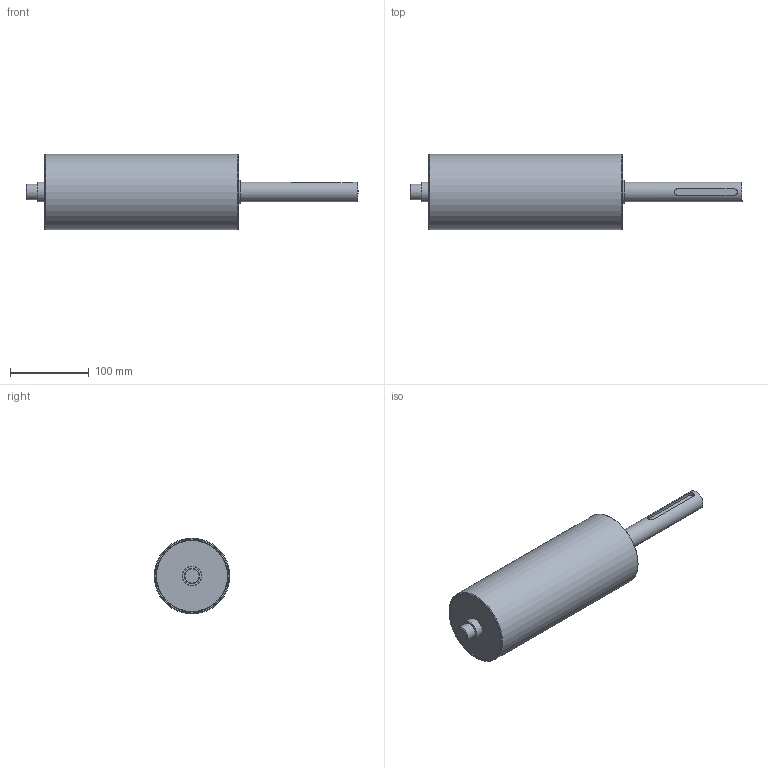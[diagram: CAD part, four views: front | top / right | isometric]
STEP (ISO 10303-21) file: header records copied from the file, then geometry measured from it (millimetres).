
FILE_DESCRIPTION(/* description */ (''),/* implementation_level */ '2;1');
FILE_NAME(/* name */ '909096.49.stp',/* time_stamp */ '2014-01-14T16:50:52+01:00',/* author */ ('AlutecKK'),/* organization */ (''),/* preprocessor_version */ 'ST-DEVELOPER v15.2',/* originating_system */ 'Autodesk Inventor 2014',/* authorisation */ '');
FILE_SCHEMA (('AUTOMOTIVE_DESIGN { 1 0 10303 214 3 1 1 }'));
Length unit declared in the file: millimetre
Products named in the file (4): Trubka_d96_001; 96-čep II-49; 96-čep I; 909096.49
Bounding box: 421 x 96 x 96 mm (x, y, z)
Volume: 549314.4 mm3; surface area: 193464.2 mm2
Topology: 3 solids, 3 shells, 34 faces, 58 edges, 37 vertices
Faces by surface type: plane 15, cylinder 12, cone 7
Full cylindrical faces by diameter (mm): 20 x1, 25 x2, 30 x1, 89 x1, 90 x4, 96 x1
Entity records: 850 total; most frequent: CARTESIAN_POINT 155, DIRECTION 148, ORIENTED_EDGE 82, AXIS2_PLACEMENT_3D 70, EDGE_LOOP 60, EDGE_CURVE 41, VERTEX_POINT 37, ADVANCED_FACE 34
